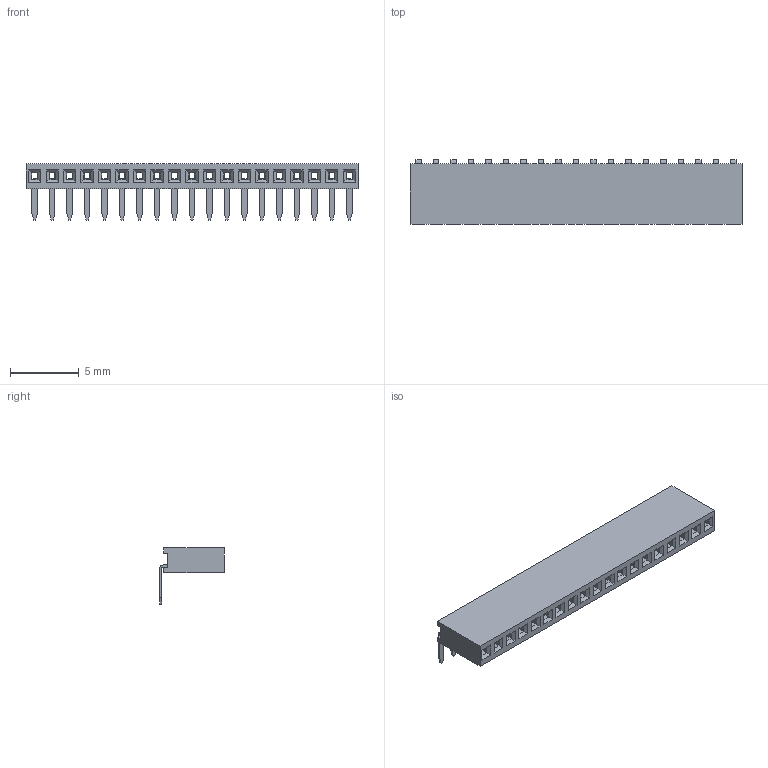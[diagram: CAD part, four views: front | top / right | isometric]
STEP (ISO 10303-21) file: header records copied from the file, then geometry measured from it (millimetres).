
FILE_DESCRIPTION(('STEP AP214'), '1');
FILE_NAME('PBS1.27-R', '', ('UNSPECIFIED'), ('UNSPECIFIED'), 'ASCON STEP Converter 1.6', 'ASCON Math Kernel', '');
FILE_SCHEMA(('AUTOMOTIVE_DESIGN { 1 0 10303 214 3 1 1}'));
Length unit declared in the file: millimetre
Bounding box: 24.13 x 4.7 x 4.1 mm (x, y, z)
Volume: 137.3 mm3; surface area: 970.3 mm2
Topology: 20 solids, 20 shells, 1131 faces, 3045 edges, 1954 vertices
Faces by surface type: plane 960, cylinder 171
Entity records: 43975 total; most frequent: CARTESIAN_POINT 6131, ORIENTED_EDGE 6090, DIRECTION 5651, EDGE_CURVE 3045, LINE 2703, VECTOR 2703, VERTEX_POINT 1954, AXIS2_PLACEMENT_3D 1474
